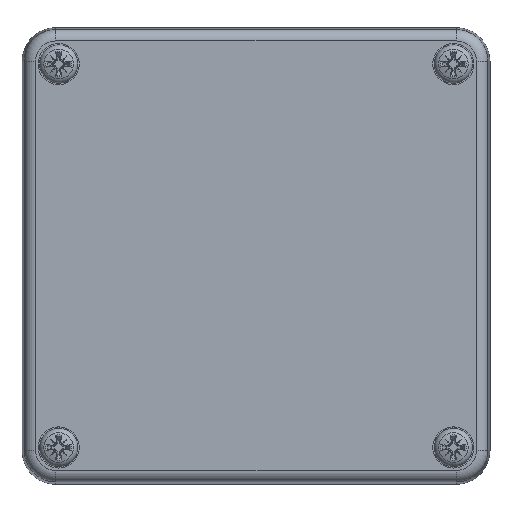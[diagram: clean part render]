
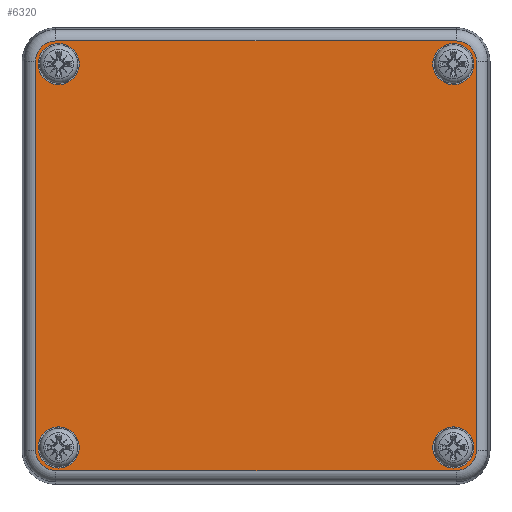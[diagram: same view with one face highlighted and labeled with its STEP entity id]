
A CAD part, top view. The second image highlights one B-rep face of the part: STEP entity #6320.
In plain terms, the highlighted face is planar.
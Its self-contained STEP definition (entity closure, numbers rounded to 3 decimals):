
#5899=CARTESIAN_POINT('',(39.098,34.5,-25.0));
#5900=VERTEX_POINT('',#5899);
#5908=CARTESIAN_POINT('',(35.5,38.098,-25.0));
#5909=VERTEX_POINT('',#5908);
#5910=CARTESIAN_POINT('',(35.5,34.5,-25.0));
#5911=DIRECTION('',(0.0,0.0,1.0));
#5912=DIRECTION('',(0.707,0.707,0.0));
#5913=AXIS2_PLACEMENT_3D('',#5910,#5911,#5912);
#5914=CIRCLE('',#5913,3.598);
#5915=EDGE_CURVE('',#5900,#5909,#5914,.T.);
#5941=CARTESIAN_POINT('',(-35.5,38.098,-25.0));
#5942=VERTEX_POINT('',#5941);
#5959=CARTESIAN_POINT('',(35.5,38.098,-25.0));
#5960=DIRECTION('',(-1.0,0.0,0.0));
#5961=VECTOR('',#5960,71.0);
#5962=LINE('',#5959,#5961);
#5963=EDGE_CURVE('',#5909,#5942,#5962,.T.);
#5973=CARTESIAN_POINT('',(-39.098,34.5,-25.0));
#5974=VERTEX_POINT('',#5973);
#5992=CARTESIAN_POINT('',(-35.5,34.5,-25.0));
#5993=DIRECTION('',(0.0,0.0,1.0));
#5994=DIRECTION('',(-0.707,0.707,0.0));
#5995=AXIS2_PLACEMENT_3D('',#5992,#5993,#5994);
#5996=CIRCLE('',#5995,3.598);
#5997=EDGE_CURVE('',#5942,#5974,#5996,.T.);
#6007=CARTESIAN_POINT('',(-39.098,-34.5,-25.0));
#6008=VERTEX_POINT('',#6007);
#6025=CARTESIAN_POINT('',(-39.098,34.5,-25.0));
#6026=DIRECTION('',(0.0,-1.0,0.0));
#6027=VECTOR('',#6026,69.);
#6028=LINE('',#6025,#6027);
#6029=EDGE_CURVE('',#5974,#6008,#6028,.T.);
#6039=CARTESIAN_POINT('',(-35.5,-38.098,-25.0));
#6040=VERTEX_POINT('',#6039);
#6058=CARTESIAN_POINT('',(-35.5,-34.5,-25.0));
#6059=DIRECTION('',(0.0,0.0,1.0));
#6060=DIRECTION('',(-0.707,-0.707,0.0));
#6061=AXIS2_PLACEMENT_3D('',#6058,#6059,#6060);
#6062=CIRCLE('',#6061,3.598);
#6063=EDGE_CURVE('',#6008,#6040,#6062,.T.);
#6073=CARTESIAN_POINT('',(35.5,-38.098,-25.0));
#6074=VERTEX_POINT('',#6073);
#6091=CARTESIAN_POINT('',(-35.5,-38.098,-25.0));
#6092=DIRECTION('',(1.0,0.0,0.0));
#6093=VECTOR('',#6092,71.0);
#6094=LINE('',#6091,#6093);
#6095=EDGE_CURVE('',#6040,#6074,#6094,.T.);
#6105=CARTESIAN_POINT('',(39.098,-34.5,-25.0));
#6106=VERTEX_POINT('',#6105);
#6124=CARTESIAN_POINT('',(35.5,-34.5,-25.0));
#6125=DIRECTION('',(0.0,0.0,1.0));
#6126=DIRECTION('',(0.707,-0.707,0.0));
#6127=AXIS2_PLACEMENT_3D('',#6124,#6125,#6126);
#6128=CIRCLE('',#6127,3.598);
#6129=EDGE_CURVE('',#6074,#6106,#6128,.T.);
#6147=CARTESIAN_POINT('',(39.098,-34.5,-25.0));
#6148=DIRECTION('',(0.0,1.0,0.0));
#6149=VECTOR('',#6148,69.);
#6150=LINE('',#6147,#6149);
#6151=EDGE_CURVE('',#6106,#5900,#6150,.T.);
#6261=CARTESIAN_POINT('',(0.,0.,-25.0));
#6262=DIRECTION('',(0.0,0.0,1.0));
#6263=DIRECTION('',(1.0,0.0,0.0));
#6264=AXIS2_PLACEMENT_3D('',#6261,#6262,#6263);
#6265=PLANE('',#6264);
#6266=ORIENTED_EDGE('',*,*,#5915,.F.);
#6267=ORIENTED_EDGE('',*,*,#6151,.F.);
#6268=ORIENTED_EDGE('',*,*,#6129,.F.);
#6269=ORIENTED_EDGE('',*,*,#6095,.F.);
#6270=ORIENTED_EDGE('',*,*,#6063,.F.);
#6271=ORIENTED_EDGE('',*,*,#6029,.F.);
#6272=ORIENTED_EDGE('',*,*,#5997,.F.);
#6273=ORIENTED_EDGE('',*,*,#5963,.F.);
#6274=EDGE_LOOP('',(#6266,#6267,#6268,#6269,#6270,#6271,#6272,#6273));
#6275=FACE_OUTER_BOUND('',#6274,.T.);
#6276=CARTESIAN_POINT('',(31.35,34.0,-25.0));
#6277=VERTEX_POINT('',#6276);
#6278=CARTESIAN_POINT('',(35.,34.0,-25.0));
#6279=DIRECTION('',(0.0,0.0,1.0));
#6280=DIRECTION('',(1.0,0.0,0.0));
#6281=AXIS2_PLACEMENT_3D('',#6278,#6279,#6280);
#6282=CIRCLE('',#6281,3.65);
#6283=EDGE_CURVE('',#6277,#6277,#6282,.T.);
#6284=ORIENTED_EDGE('',*,*,#6283,.T.);
#6285=EDGE_LOOP('',(#6284));
#6286=FACE_BOUND('',#6285,.T.);
#6287=CARTESIAN_POINT('',(-38.65,34.0,-25.0));
#6288=VERTEX_POINT('',#6287);
#6289=CARTESIAN_POINT('',(-35.,34.0,-25.0));
#6290=DIRECTION('',(0.0,0.0,1.0));
#6291=DIRECTION('',(1.0,0.0,0.0));
#6292=AXIS2_PLACEMENT_3D('',#6289,#6290,#6291);
#6293=CIRCLE('',#6292,3.65);
#6294=EDGE_CURVE('',#6288,#6288,#6293,.T.);
#6295=ORIENTED_EDGE('',*,*,#6294,.T.);
#6296=EDGE_LOOP('',(#6295));
#6297=FACE_BOUND('',#6296,.T.);
#6298=CARTESIAN_POINT('',(-38.65,-34.,-25.0));
#6299=VERTEX_POINT('',#6298);
#6300=CARTESIAN_POINT('',(-35.,-34.,-25.0));
#6301=DIRECTION('',(0.0,0.0,1.0));
#6302=DIRECTION('',(1.0,0.0,0.0));
#6303=AXIS2_PLACEMENT_3D('',#6300,#6301,#6302);
#6304=CIRCLE('',#6303,3.65);
#6305=EDGE_CURVE('',#6299,#6299,#6304,.T.);
#6306=ORIENTED_EDGE('',*,*,#6305,.T.);
#6307=EDGE_LOOP('',(#6306));
#6308=FACE_BOUND('',#6307,.T.);
#6309=CARTESIAN_POINT('',(31.35,-34.,-25.0));
#6310=VERTEX_POINT('',#6309);
#6311=CARTESIAN_POINT('',(35.,-34.,-25.0));
#6312=DIRECTION('',(0.0,0.0,1.0));
#6313=DIRECTION('',(1.0,0.0,0.0));
#6314=AXIS2_PLACEMENT_3D('',#6311,#6312,#6313);
#6315=CIRCLE('',#6314,3.65);
#6316=EDGE_CURVE('',#6310,#6310,#6315,.T.);
#6317=ORIENTED_EDGE('',*,*,#6316,.T.);
#6318=EDGE_LOOP('',(#6317));
#6319=FACE_BOUND('',#6318,.T.);
#6320=ADVANCED_FACE('',(#6275,#6286,#6297,#6308,#6319),#6265,.F.);
